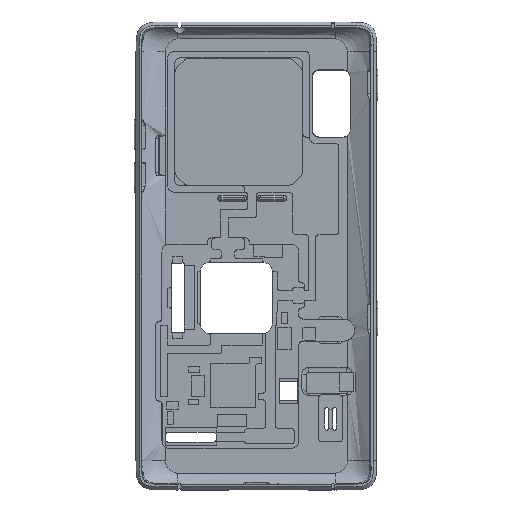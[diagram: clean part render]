
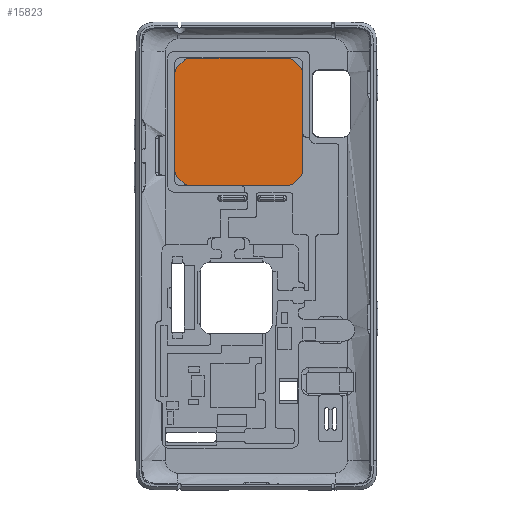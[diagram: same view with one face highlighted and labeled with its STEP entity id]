
A CAD part, top view. The second image highlights one B-rep face of the part: STEP entity #15823.
In plain terms, the highlighted planar face has unit normal (0, 0, 1).
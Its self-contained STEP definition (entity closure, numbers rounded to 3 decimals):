
#1067=PLANE('',#17102);
#1922=FACE_OUTER_BOUND('',#2812,.T.);
#2812=EDGE_LOOP('',(#14699,#14700,#14701,#14702,#14703,#14704,#14705,#14706,
#14707,#14708,#14709,#14710,#14711,#14712,#14713,#14714));
#4153=LINE('',#42771,#5515);
#4158=LINE('',#42785,#5520);
#4163=LINE('',#42799,#5525);
#4169=LINE('',#42814,#5531);
#4171=LINE('',#42820,#5533);
#4172=LINE('',#42822,#5534);
#4173=LINE('',#42824,#5535);
#4174=LINE('',#42826,#5536);
#5515=VECTOR('',#20952,10.);
#5520=VECTOR('',#20967,10.);
#5525=VECTOR('',#20982,10.);
#5531=VECTOR('',#20998,10.);
#5533=VECTOR('',#21006,10.);
#5534=VECTOR('',#21009,10.);
#5535=VECTOR('',#21012,10.);
#5536=VECTOR('',#21015,10.);
#6109=CIRCLE('',#17069,2.);
#6118=CIRCLE('',#17081,2.);
#6119=CIRCLE('',#17083,2.);
#6120=CIRCLE('',#17086,2.);
#6121=CIRCLE('',#17088,2.);
#6122=CIRCLE('',#17091,2.);
#6123=CIRCLE('',#17093,2.);
#6124=CIRCLE('',#17096,2.);
#7606=VERTEX_POINT('',#42731);
#7607=VERTEX_POINT('',#42732);
#7624=VERTEX_POINT('',#42770);
#7625=VERTEX_POINT('',#42774);
#7626=VERTEX_POINT('',#42778);
#7627=VERTEX_POINT('',#42779);
#7628=VERTEX_POINT('',#42784);
#7629=VERTEX_POINT('',#42788);
#7630=VERTEX_POINT('',#42792);
#7631=VERTEX_POINT('',#42793);
#7632=VERTEX_POINT('',#42798);
#7633=VERTEX_POINT('',#42802);
#7634=VERTEX_POINT('',#42806);
#7635=VERTEX_POINT('',#42807);
#7636=VERTEX_POINT('',#42812);
#7637=VERTEX_POINT('',#42816);
#9949=EDGE_CURVE('',#7606,#7607,#6109,.T.);
#9968=EDGE_CURVE('',#7624,#7607,#4153,.T.);
#9970=EDGE_CURVE('',#7624,#7625,#6118,.T.);
#9972=EDGE_CURVE('',#7626,#7627,#6119,.T.);
#9975=EDGE_CURVE('',#7628,#7627,#4158,.T.);
#9977=EDGE_CURVE('',#7628,#7629,#6120,.T.);
#9979=EDGE_CURVE('',#7630,#7631,#6121,.T.);
#9982=EDGE_CURVE('',#7632,#7631,#4163,.T.);
#9984=EDGE_CURVE('',#7632,#7633,#6122,.T.);
#9986=EDGE_CURVE('',#7634,#7635,#6123,.T.);
#9990=EDGE_CURVE('',#7634,#7636,#4169,.T.);
#9991=EDGE_CURVE('',#7637,#7636,#6124,.T.);
#9993=EDGE_CURVE('',#7626,#7625,#4171,.T.);
#9994=EDGE_CURVE('',#7630,#7629,#4172,.T.);
#9995=EDGE_CURVE('',#7637,#7633,#4173,.T.);
#9996=EDGE_CURVE('',#7606,#7635,#4174,.T.);
#14699=ORIENTED_EDGE('',*,*,#9949,.F.);
#14700=ORIENTED_EDGE('',*,*,#9996,.T.);
#14701=ORIENTED_EDGE('',*,*,#9986,.F.);
#14702=ORIENTED_EDGE('',*,*,#9990,.T.);
#14703=ORIENTED_EDGE('',*,*,#9991,.F.);
#14704=ORIENTED_EDGE('',*,*,#9995,.T.);
#14705=ORIENTED_EDGE('',*,*,#9984,.F.);
#14706=ORIENTED_EDGE('',*,*,#9982,.T.);
#14707=ORIENTED_EDGE('',*,*,#9979,.F.);
#14708=ORIENTED_EDGE('',*,*,#9994,.T.);
#14709=ORIENTED_EDGE('',*,*,#9977,.F.);
#14710=ORIENTED_EDGE('',*,*,#9975,.T.);
#14711=ORIENTED_EDGE('',*,*,#9972,.F.);
#14712=ORIENTED_EDGE('',*,*,#9993,.T.);
#14713=ORIENTED_EDGE('',*,*,#9970,.F.);
#14714=ORIENTED_EDGE('',*,*,#9968,.T.);
#15823=ADVANCED_FACE('',(#1922),#1067,.F.);
#17069=AXIS2_PLACEMENT_3D('',#42733,#20920,#20921);
#17081=AXIS2_PLACEMENT_3D('',#42775,#20956,#20957);
#17083=AXIS2_PLACEMENT_3D('',#42780,#20961,#20962);
#17086=AXIS2_PLACEMENT_3D('',#42789,#20971,#20972);
#17088=AXIS2_PLACEMENT_3D('',#42794,#20976,#20977);
#17091=AXIS2_PLACEMENT_3D('',#42803,#20986,#20987);
#17093=AXIS2_PLACEMENT_3D('',#42808,#20991,#20992);
#17096=AXIS2_PLACEMENT_3D('',#42817,#21001,#21002);
#17102=AXIS2_PLACEMENT_3D('',#42828,#21018,#21019);
#20920=DIRECTION('center_axis',(0.,0.,-1.));
#20921=DIRECTION('ref_axis',(-0.924,0.383,0.));
#20952=DIRECTION('',(-0.707,-0.707,0.));
#20956=DIRECTION('center_axis',(0.,0.,-1.));
#20957=DIRECTION('ref_axis',(-0.383,0.924,0.));
#20961=DIRECTION('center_axis',(0.,0.,-1.));
#20962=DIRECTION('ref_axis',(0.383,0.924,0.));
#20967=DIRECTION('',(-0.707,0.707,0.));
#20971=DIRECTION('center_axis',(0.,0.,-1.));
#20972=DIRECTION('ref_axis',(0.924,0.383,0.));
#20976=DIRECTION('center_axis',(0.,0.,-1.));
#20977=DIRECTION('ref_axis',(0.924,-0.383,0.));
#20982=DIRECTION('',(0.707,0.707,0.));
#20986=DIRECTION('center_axis',(0.,0.,-1.));
#20987=DIRECTION('ref_axis',(0.383,-0.924,0.));
#20991=DIRECTION('center_axis',(0.,0.,-1.));
#20992=DIRECTION('ref_axis',(-0.924,-0.383,0.));
#20998=DIRECTION('',(0.707,-0.707,0.));
#21001=DIRECTION('center_axis',(0.,0.,-1.));
#21002=DIRECTION('ref_axis',(-0.383,-0.924,0.));
#21006=DIRECTION('',(-1.,0.,0.));
#21009=DIRECTION('',(0.,1.,0.));
#21012=DIRECTION('',(1.,0.,0.));
#21015=DIRECTION('',(0.,-1.,0.));
#21018=DIRECTION('center_axis',(0.,0.,-1.));
#21019=DIRECTION('ref_axis',(-1.,0.,0.));
#42731=CARTESIAN_POINT('',(-25.007,-15.248,-11.8));
#42732=CARTESIAN_POINT('',(-24.421,-13.834,-11.8));
#42733=CARTESIAN_POINT('Origin',(-23.007,-15.248,-11.8));
#42770=CARTESIAN_POINT('',(-22.193,-11.605,-11.8));
#42771=CARTESIAN_POINT('',(-25.007,-14.42,-11.8));
#42774=CARTESIAN_POINT('',(-20.779,-11.02,-11.8));
#42775=CARTESIAN_POINT('Origin',(-20.779,-13.02,-11.8));
#42778=CARTESIAN_POINT('',(9.938,-11.02,-11.8));
#42779=CARTESIAN_POINT('',(11.353,-11.605,-11.8));
#42780=CARTESIAN_POINT('Origin',(9.938,-13.02,-11.8));
#42784=CARTESIAN_POINT('',(13.581,-13.834,-11.8));
#42785=CARTESIAN_POINT('',(10.767,-11.02,-11.8));
#42788=CARTESIAN_POINT('',(14.167,-15.248,-11.8));
#42789=CARTESIAN_POINT('Origin',(12.167,-15.248,-11.8));
#42792=CARTESIAN_POINT('',(14.167,-45.783,-11.8));
#42793=CARTESIAN_POINT('',(13.581,-47.197,-11.8));
#42794=CARTESIAN_POINT('Origin',(12.167,-45.783,-11.8));
#42798=CARTESIAN_POINT('',(11.353,-49.426,-11.8));
#42799=CARTESIAN_POINT('',(14.167,-46.612,-11.8));
#42802=CARTESIAN_POINT('',(9.938,-50.012,-11.8));
#42803=CARTESIAN_POINT('Origin',(9.938,-48.012,-11.8));
#42806=CARTESIAN_POINT('',(-24.421,-47.197,-11.8));
#42807=CARTESIAN_POINT('',(-25.007,-45.783,-11.8));
#42808=CARTESIAN_POINT('Origin',(-23.007,-45.783,-11.8));
#42812=CARTESIAN_POINT('',(-22.193,-49.426,-11.8));
#42814=CARTESIAN_POINT('',(-25.007,-46.612,-11.8));
#42816=CARTESIAN_POINT('',(-20.779,-50.012,-11.8));
#42817=CARTESIAN_POINT('Origin',(-20.779,-48.012,-11.8));
#42820=CARTESIAN_POINT('',(10.767,-11.02,-11.8));
#42822=CARTESIAN_POINT('',(14.167,-46.612,-11.8));
#42824=CARTESIAN_POINT('',(-21.607,-50.012,-11.8));
#42826=CARTESIAN_POINT('',(-25.007,-14.42,-11.8));
#42828=CARTESIAN_POINT('Origin',(-5.42,-30.516,-11.8));
